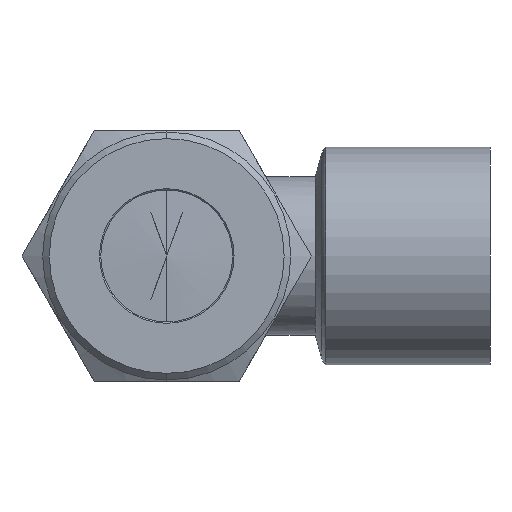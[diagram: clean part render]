
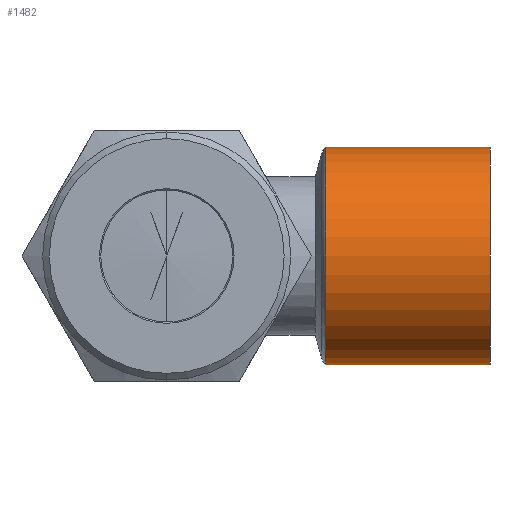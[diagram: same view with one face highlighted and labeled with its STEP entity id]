
A CAD part, left-side view. The second image highlights one B-rep face of the part: STEP entity #1482.
In plain terms, the highlighted cylindrical face has radius 8.25 mm (diameter 16.5 mm), a partial arc.
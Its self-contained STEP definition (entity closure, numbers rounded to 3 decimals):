
#246 = AXIS2_PLACEMENT_3D ( 'NONE', #2159, #2160, #2161 ) ;
#255 = AXIS2_PLACEMENT_3D ( 'NONE', #1977, #1978, #1979 ) ;
#286 = VERTEX_POINT ( 'NONE', #473 ) ;
#288 = VERTEX_POINT ( 'NONE', #474 ) ;
#293 = VERTEX_POINT ( 'NONE', #477 ) ;
#299 = VERTEX_POINT ( 'NONE', #3163 ) ;
#473 = CARTESIAN_POINT ( 'NONE',  ( 0., 13.467, 8.25 ) ) ;
#474 = CARTESIAN_POINT ( 'NONE',  ( 0., 13.467, -8.25 ) ) ;
#477 = CARTESIAN_POINT ( 'NONE',  ( 0., 1., -8.25 ) ) ;
#690 = EDGE_LOOP ( 'NONE', ( #3234, #1151, #1152, #1153 ) ) ;
#736 = LINE ( 'NONE', #1883, #743 ) ;
#738 = LINE ( 'NONE', #1876, #740 ) ;
#740 = VECTOR ( 'NONE', #1872, 1000. ) ;
#743 = VECTOR ( 'NONE', #1877, 1000. ) ;
#1065 = CIRCLE ( 'NONE', #246, 8.25 ) ;
#1079 = CIRCLE ( 'NONE', #255, 8.25 ) ;
#1151 = ORIENTED_EDGE ( 'NONE', *, *, #2754, .T. ) ;
#1152 = ORIENTED_EDGE ( 'NONE', *, *, #2805, .T. ) ;
#1153 = ORIENTED_EDGE ( 'NONE', *, *, #2739, .T. ) ;
#1482 = ADVANCED_FACE ( 'NONE', ( #3154 ), #3157, .T. ) ;
#1694 = AXIS2_PLACEMENT_3D ( 'NONE', #1793, #1789, #1790 ) ;
#1789 = DIRECTION ( 'NONE',  ( 0., 1., 0. ) ) ;
#1790 = DIRECTION ( 'NONE',  ( 0., 0., 1. ) ) ;
#1793 = CARTESIAN_POINT ( 'NONE',  ( 0., 6.459, 0. ) ) ;
#1872 = DIRECTION ( 'NONE',  ( 0., 1., 0. ) ) ;
#1876 = CARTESIAN_POINT ( 'NONE',  ( 0., 6.459, 8.25 ) ) ;
#1877 = DIRECTION ( 'NONE',  ( 0., 1., 0. ) ) ;
#1883 = CARTESIAN_POINT ( 'NONE',  ( 0., 6.459, -8.25 ) ) ;
#1977 = CARTESIAN_POINT ( 'NONE',  ( 0., 1., 0. ) ) ;
#1978 = DIRECTION ( 'NONE',  ( 0., 1., 0. ) ) ;
#1979 = DIRECTION ( 'NONE',  ( 0., 0., 1. ) ) ;
#2159 = CARTESIAN_POINT ( 'NONE',  ( 0., 13.467, 0. ) ) ;
#2160 = DIRECTION ( 'NONE',  ( 0., -1., 0. ) ) ;
#2161 = DIRECTION ( 'NONE',  ( 0., 0., -1. ) ) ;
#2739 = EDGE_CURVE ( 'NONE', #286, #288, #1065, .T. ) ;
#2754 = EDGE_CURVE ( 'NONE', #293, #299, #1079, .T. ) ;
#2805 = EDGE_CURVE ( 'NONE', #299, #286, #738, .T. ) ;
#2807 = EDGE_CURVE ( 'NONE', #293, #288, #736, .T. ) ;
#3154 = FACE_OUTER_BOUND ( 'NONE', #690, .T. ) ;
#3157 = CYLINDRICAL_SURFACE ( 'NONE', #1694, 8.25 ) ;
#3163 = CARTESIAN_POINT ( 'NONE',  ( 0., 1., 8.25 ) ) ;
#3234 = ORIENTED_EDGE ( 'NONE', *, *, #2807, .F. ) ;
